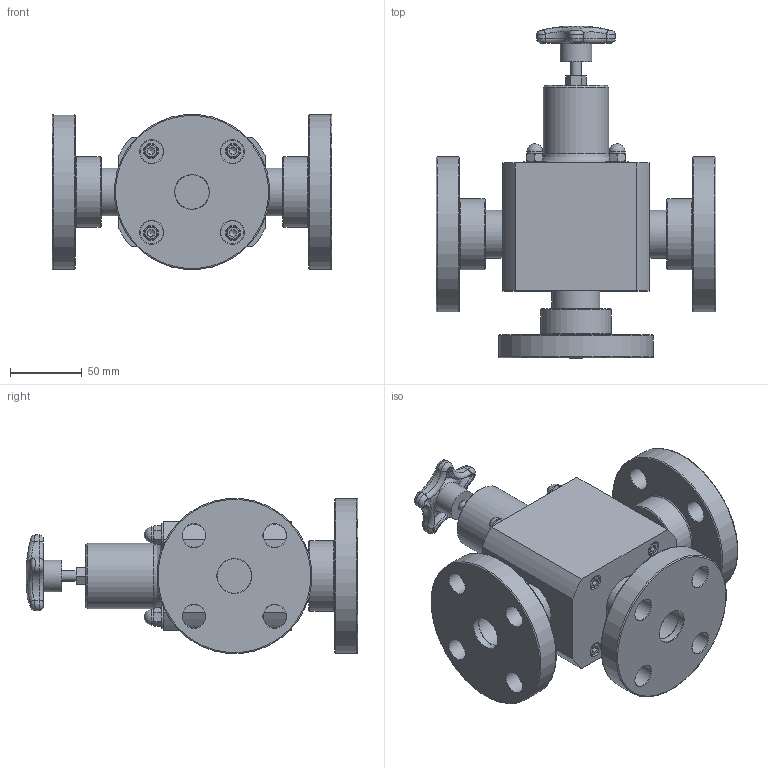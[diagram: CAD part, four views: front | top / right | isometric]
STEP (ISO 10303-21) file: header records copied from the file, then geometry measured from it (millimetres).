
FILE_DESCRIPTION((''),'2;1');
FILE_NAME('TVPF10-PVC_R0.stp','2017-07-24T13:48:07',('salesdesk5'),(''),'Autodesk Inventor 2009','Autodesk Inventor 2009','');
FILE_SCHEMA(('AUTOMOTIVE_DESIGN { 1 0 10303 214 1 1 1 1 }'));
Length unit declared in the file: inch
Products named in the file (1): TVPF10-PVC_R0
Bounding box: 194.54 x 230.62 x 107.54 mm (x, y, z)
Volume: 1224982 mm3; surface area: 182628.5 mm2
Topology: 1 solids, 5 shells, 424 faces, 961 edges, 581 vertices
Faces by surface type: plane 157, bspline 108, cylinder 70, torus 54, cone 18, sphere 17
Full cylindrical faces by diameter (mm): 4.445 x4, 7.442 x1, 9.525 x4, 10.998 x4, 15.875 x4, 16.002 x12, 22.098 x1, 23.774 x3, 24.308 x3, 33.401 x3, 45.72 x1, 49.301 x3, 107.95 x3
Entity records: 15694 total; most frequent: CARTESIAN_POINT 6836, DIRECTION 1678, ORIENTED_EDGE 1648, EDGE_CURVE 824, AXIS2_PLACEMENT_3D 736, EDGE_LOOP 607, VERTEX_POINT 569, FACE_OUTER_BOUND 424
